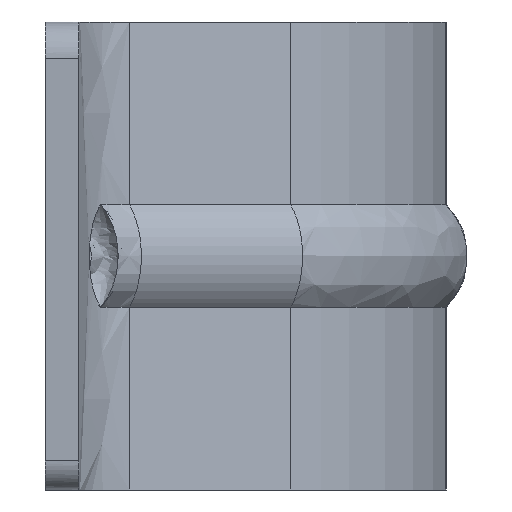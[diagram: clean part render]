
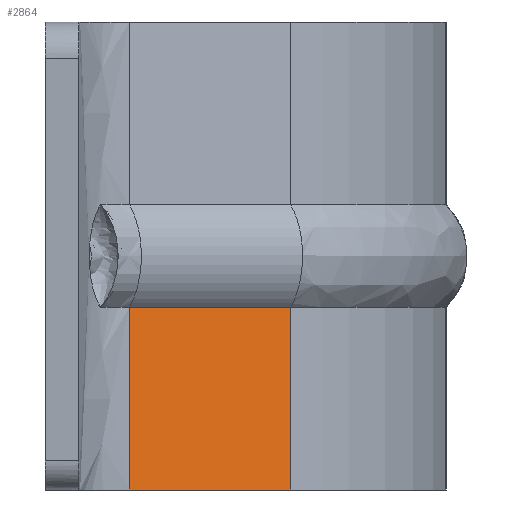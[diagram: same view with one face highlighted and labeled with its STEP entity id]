
A CAD part, left-side view. The second image highlights one B-rep face of the part: STEP entity #2864.
In plain terms, the highlighted free-form (B-spline) face has degree [1, 1] with [2, 2] control points.
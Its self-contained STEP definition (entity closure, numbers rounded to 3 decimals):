
#1545=CARTESIAN_POINT('',(-26.671,-1.477,12.5));
#1546=VERTEX_POINT('',#1545);
#1608=CARTESIAN_POINT('',(-19.663,-12.5,12.5));
#1609=VERTEX_POINT('',#1608);
#1610=CARTESIAN_POINT('',(-19.663,-12.5,12.5));
#1611=CARTESIAN_POINT('',(-26.671,-1.477,12.5));
#1612=QUASI_UNIFORM_CURVE('',1,(#1610,#1611),.UNSPECIFIED.,.F.,.U.);
#1613=EDGE_CURVE('',#1609,#1546,#1612,.T.);
#2475=CARTESIAN_POINT('',(-19.663,-12.5,0.0));
#2476=VERTEX_POINT('',#2475);
#2490=CARTESIAN_POINT('',(-26.671,-1.477,0.0));
#2491=VERTEX_POINT('',#2490);
#2492=CARTESIAN_POINT('',(-26.671,-1.477,0.0));
#2493=CARTESIAN_POINT('',(-19.663,-12.5,0.0));
#2494=QUASI_UNIFORM_CURVE('',1,(#2492,#2493),.UNSPECIFIED.,.F.,.U.);
#2495=EDGE_CURVE('',#2491,#2476,#2494,.T.);
#2839=CARTESIAN_POINT('',(-19.663,-12.5,0.0));
#2840=CARTESIAN_POINT('',(-19.663,-12.5,12.5));
#2841=QUASI_UNIFORM_CURVE('',1,(#2839,#2840),.UNSPECIFIED.,.F.,.U.);
#2842=EDGE_CURVE('',#2476,#1609,#2841,.T.);
#2849=CARTESIAN_POINT('',(-27.021,-0.926,-0.624));
#2850=CARTESIAN_POINT('',(-19.313,-13.05,-0.624));
#2851=CARTESIAN_POINT('',(-27.021,-0.926,13.124));
#2852=CARTESIAN_POINT('',(-19.313,-13.05,13.124));
#2853=B_SPLINE_SURFACE_WITH_KNOTS('',1,1,((#2849,#2851),(#2850,#2852)),.UNSPECIFIED.,.F.,.F.,.U.,(2,2),(2,2),(0.0,14.367),(0.0,13.749),.UNSPECIFIED.);
#2854=ORIENTED_EDGE('',*,*,#2842,.T.);
#2855=ORIENTED_EDGE('',*,*,#1613,.T.);
#2856=CARTESIAN_POINT('',(-26.671,-1.477,0.0));
#2857=CARTESIAN_POINT('',(-26.671,-1.477,12.5));
#2858=QUASI_UNIFORM_CURVE('',1,(#2856,#2857),.UNSPECIFIED.,.F.,.U.);
#2859=EDGE_CURVE('',#2491,#1546,#2858,.T.);
#2860=ORIENTED_EDGE('',*,*,#2859,.F.);
#2861=ORIENTED_EDGE('',*,*,#2495,.T.);
#2862=EDGE_LOOP('',(#2854,#2855,#2860,#2861));
#2863=FACE_OUTER_BOUND('',#2862,.T.);
#2864=ADVANCED_FACE('',(#2863),#2853,.T.);
